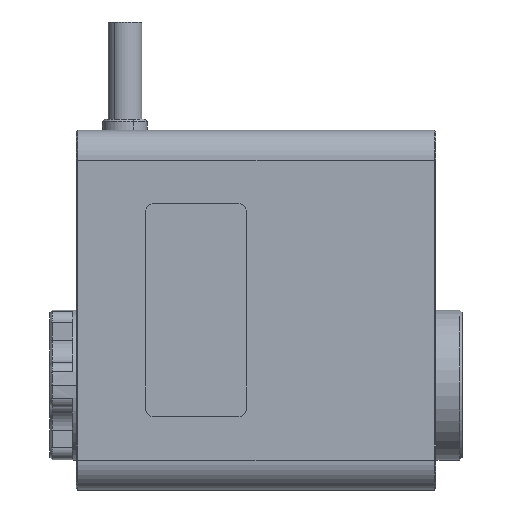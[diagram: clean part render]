
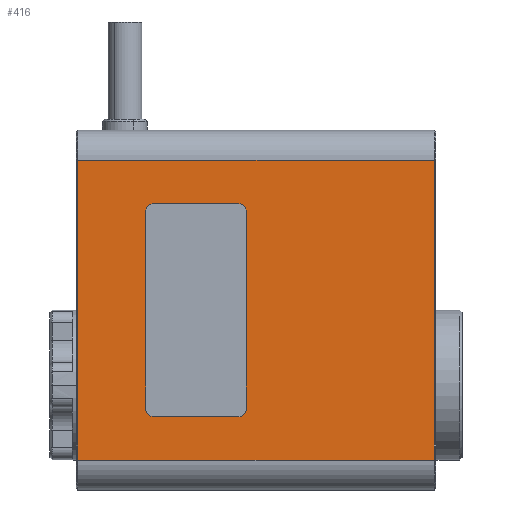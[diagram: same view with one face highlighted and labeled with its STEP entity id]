
A CAD part, left-side view. The second image highlights one B-rep face of the part: STEP entity #416.
In plain terms, the highlighted planar face has unit normal (-1, 0, 0).
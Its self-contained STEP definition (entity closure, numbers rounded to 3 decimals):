
#156 = VECTOR ( 'NONE', #15562, 1000. ) ;
#416 = ADVANCED_FACE ( 'NONE', ( #3671, #10976 ), #859, .F. ) ;
#478 = ORIENTED_EDGE ( 'NONE', *, *, #6078, .F. ) ;
#859 = PLANE ( 'NONE',  #13045 ) ;
#966 = ORIENTED_EDGE ( 'NONE', *, *, #10766, .T. ) ;
#1001 = VERTEX_POINT ( 'NONE', #1568 ) ;
#1012 = LINE ( 'NONE', #16727, #12539 ) ;
#1103 = CARTESIAN_POINT ( 'NONE',  ( -14., 38.7, 13.2 ) ) ;
#1404 = CARTESIAN_POINT ( 'NONE',  ( -14., 26.3, -13.2 ) ) ;
#1531 = ORIENTED_EDGE ( 'NONE', *, *, #6468, .F. ) ;
#1536 = VERTEX_POINT ( 'NONE', #2705 ) ;
#1568 = CARTESIAN_POINT ( 'NONE',  ( -14., 0.2, 20. ) ) ;
#1642 = CARTESIAN_POINT ( 'NONE',  ( -14., 26.3, -14.2 ) ) ;
#1908 = DIRECTION ( 'NONE',  ( 0., 0., -1. ) ) ;
#2058 = VERTEX_POINT ( 'NONE', #11841 ) ;
#2153 = ORIENTED_EDGE ( 'NONE', *, *, #6099, .F. ) ;
#2592 = VERTEX_POINT ( 'NONE', #7423 ) ;
#2705 = CARTESIAN_POINT ( 'NONE',  ( -14., 0.2, -20. ) ) ;
#2781 = EDGE_LOOP ( 'NONE', ( #13191, #1531, #3828, #2153, #16746, #478, #8697, #18083 ) ) ;
#2856 = ORIENTED_EDGE ( 'NONE', *, *, #7329, .T. ) ;
#2995 = CARTESIAN_POINT ( 'NONE',  ( -14., 26.3, 13.2 ) ) ;
#3052 = CARTESIAN_POINT ( 'NONE',  ( -14., 26.3, -14.2 ) ) ;
#3671 = FACE_BOUND ( 'NONE', #2781, .T. ) ;
#3828 = ORIENTED_EDGE ( 'NONE', *, *, #7140, .F. ) ;
#4125 = LINE ( 'NONE', #12768, #156 ) ;
#4505 = ORIENTED_EDGE ( 'NONE', *, *, #6877, .F. ) ;
#4673 = DIRECTION ( 'NONE',  ( -1., 0., 0. ) ) ;
#4695 = CARTESIAN_POINT ( 'NONE',  ( -14., 47.8, -20. ) ) ;
#4717 = DIRECTION ( 'NONE',  ( -1., 0., 0. ) ) ;
#4840 = VERTEX_POINT ( 'NONE', #3052 ) ;
#4858 = CARTESIAN_POINT ( 'NONE',  ( -14., 26.3, 14.2 ) ) ;
#4937 = DIRECTION ( 'NONE',  ( 0., -1., 0. ) ) ;
#5193 = EDGE_CURVE ( 'NONE', #2592, #16725, #13160, .T. ) ;
#5308 = CARTESIAN_POINT ( 'NONE',  ( -14., 38.7, -13.2 ) ) ;
#5678 = DIRECTION ( 'NONE',  ( -1., 0., 0. ) ) ;
#5774 = ORIENTED_EDGE ( 'NONE', *, *, #16379, .T. ) ;
#5812 = CIRCLE ( 'NONE', #8211, 1. ) ;
#5967 = AXIS2_PLACEMENT_3D ( 'NONE', #10944, #11050, #12450 ) ;
#6078 = EDGE_CURVE ( 'NONE', #4840, #16164, #13187, .T. ) ;
#6099 = EDGE_CURVE ( 'NONE', #17722, #17831, #17916, .T. ) ;
#6134 = CARTESIAN_POINT ( 'NONE',  ( -14., 37.7, -14.2 ) ) ;
#6273 = CARTESIAN_POINT ( 'NONE',  ( -14., 25.3, -13.2 ) ) ;
#6468 = EDGE_CURVE ( 'NONE', #2058, #11230, #5812, .T. ) ;
#6545 = VECTOR ( 'NONE', #7808, 1000. ) ;
#6561 = VECTOR ( 'NONE', #8673, 1000. ) ;
#6563 = DIRECTION ( 'NONE',  ( 1., 0., 0. ) ) ;
#6877 = EDGE_CURVE ( 'NONE', #16468, #1001, #1012, .T. ) ;
#6985 = LINE ( 'NONE', #5308, #8479 ) ;
#7140 = EDGE_CURVE ( 'NONE', #17831, #2058, #17260, .T. ) ;
#7182 = DIRECTION ( 'NONE',  ( 0., 0., 1. ) ) ;
#7221 = LINE ( 'NONE', #1642, #8534 ) ;
#7329 = EDGE_CURVE ( 'NONE', #16468, #12561, #14632, .T. ) ;
#7423 = CARTESIAN_POINT ( 'NONE',  ( -14., 38.7, -13.2 ) ) ;
#7636 = CARTESIAN_POINT ( 'NONE',  ( -14., 47.8, 20. ) ) ;
#7808 = DIRECTION ( 'NONE',  ( 0., 1., 0. ) ) ;
#8211 = AXIS2_PLACEMENT_3D ( 'NONE', #13397, #4673, #1908 ) ;
#8479 = VECTOR ( 'NONE', #18457, 1000. ) ;
#8534 = VECTOR ( 'NONE', #16031, 1000. ) ;
#8673 = DIRECTION ( 'NONE',  ( 0., 0., -1. ) ) ;
#8697 = ORIENTED_EDGE ( 'NONE', *, *, #11565, .F. ) ;
#9333 = CARTESIAN_POINT ( 'NONE',  ( -14., 25.3, 13.2 ) ) ;
#9503 = CARTESIAN_POINT ( 'NONE',  ( -14., 20., -20. ) ) ;
#9787 = DIRECTION ( 'NONE',  ( 0., 0., -1. ) ) ;
#9939 = EDGE_CURVE ( 'NONE', #11230, #2592, #6985, .T. ) ;
#10673 = DIRECTION ( 'NONE',  ( 0., -1., 0. ) ) ;
#10766 = EDGE_CURVE ( 'NONE', #12561, #1536, #18005, .T. ) ;
#10944 = CARTESIAN_POINT ( 'NONE',  ( -14., 37.7, -13.2 ) ) ;
#10976 = FACE_OUTER_BOUND ( 'NONE', #11436, .T. ) ;
#11050 = DIRECTION ( 'NONE',  ( -1., 0., 0. ) ) ;
#11062 = CARTESIAN_POINT ( 'NONE',  ( -14., 20., -20. ) ) ;
#11230 = VERTEX_POINT ( 'NONE', #1103 ) ;
#11436 = EDGE_LOOP ( 'NONE', ( #966, #5774, #4505, #2856 ) ) ;
#11565 = EDGE_CURVE ( 'NONE', #16725, #4840, #7221, .T. ) ;
#11709 = AXIS2_PLACEMENT_3D ( 'NONE', #2995, #4717, #15791 ) ;
#11841 = CARTESIAN_POINT ( 'NONE',  ( -14., 37.7, 14.2 ) ) ;
#12450 = DIRECTION ( 'NONE',  ( 0., 0., -1. ) ) ;
#12539 = VECTOR ( 'NONE', #10673, 1000. ) ;
#12561 = VERTEX_POINT ( 'NONE', #17232 ) ;
#12768 = CARTESIAN_POINT ( 'NONE',  ( -14., 25.3, -13.2 ) ) ;
#13045 = AXIS2_PLACEMENT_3D ( 'NONE', #9503, #6563, #9787 ) ;
#13160 = CIRCLE ( 'NONE', #5967, 1. ) ;
#13187 = CIRCLE ( 'NONE', #14077, 1. ) ;
#13191 = ORIENTED_EDGE ( 'NONE', *, *, #9939, .F. ) ;
#13397 = CARTESIAN_POINT ( 'NONE',  ( -14., 37.7, 13.2 ) ) ;
#14077 = AXIS2_PLACEMENT_3D ( 'NONE', #1404, #5678, #15698 ) ;
#14578 = CARTESIAN_POINT ( 'NONE',  ( -14., 0.2, -20. ) ) ;
#14632 = LINE ( 'NONE', #4695, #6561 ) ;
#15109 = VECTOR ( 'NONE', #7182, 1000. ) ;
#15562 = DIRECTION ( 'NONE',  ( 0., 0., 1. ) ) ;
#15698 = DIRECTION ( 'NONE',  ( 0., 0., -1. ) ) ;
#15791 = DIRECTION ( 'NONE',  ( 0., 0., 1. ) ) ;
#15935 = EDGE_CURVE ( 'NONE', #16164, #17722, #4125, .T. ) ;
#16031 = DIRECTION ( 'NONE',  ( 0., -1., 0. ) ) ;
#16075 = LINE ( 'NONE', #14578, #15109 ) ;
#16164 = VERTEX_POINT ( 'NONE', #6273 ) ;
#16379 = EDGE_CURVE ( 'NONE', #1536, #1001, #16075, .T. ) ;
#16468 = VERTEX_POINT ( 'NONE', #7636 ) ;
#16725 = VERTEX_POINT ( 'NONE', #6134 ) ;
#16727 = CARTESIAN_POINT ( 'NONE',  ( -14., 20., 20. ) ) ;
#16746 = ORIENTED_EDGE ( 'NONE', *, *, #15935, .F. ) ;
#16826 = VECTOR ( 'NONE', #4937, 1000. ) ;
#17232 = CARTESIAN_POINT ( 'NONE',  ( -14., 47.8, -20. ) ) ;
#17260 = LINE ( 'NONE', #17715, #6545 ) ;
#17715 = CARTESIAN_POINT ( 'NONE',  ( -14., 26.3, 14.2 ) ) ;
#17722 = VERTEX_POINT ( 'NONE', #9333 ) ;
#17831 = VERTEX_POINT ( 'NONE', #4858 ) ;
#17916 = CIRCLE ( 'NONE', #11709, 1. ) ;
#18005 = LINE ( 'NONE', #11062, #16826 ) ;
#18083 = ORIENTED_EDGE ( 'NONE', *, *, #5193, .F. ) ;
#18457 = DIRECTION ( 'NONE',  ( 0., 0., -1. ) ) ;
